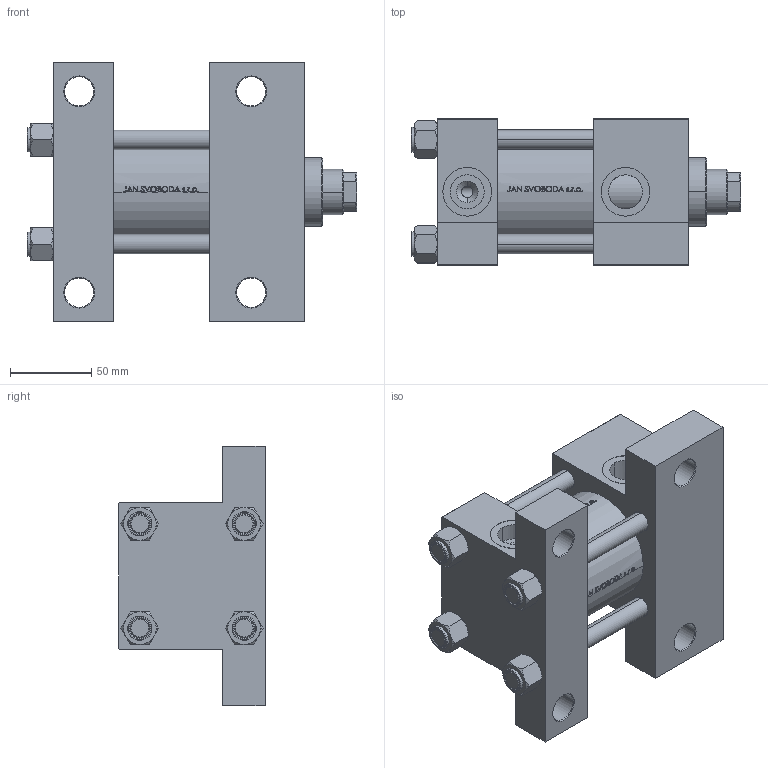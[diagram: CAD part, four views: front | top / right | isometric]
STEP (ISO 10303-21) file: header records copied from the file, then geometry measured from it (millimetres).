
FILE_DESCRIPTION (( 'STEP AP203' ), '1' );
FILE_NAME ('d50b.STEP', '2022-04-16T11:40:44', ( '' ), ( '' ), 'SwSTEP 2.0', 'SolidWorks 2019', '' );
FILE_SCHEMA (( 'CONFIG_CONTROL_DESIGN' ));
Length unit declared in the file: millimetre
Products named in the file (6): d50b; V215CR_G_Body e13d6a0843c65853c31e1806ba6320e7; V215CR_VCP_G e13d6a0843c65853c31e1806ba6320e7; V215CR_G_TYCINKA e13d6a0843c65853c31e1806ba6320e7; NUT_M5_G e13d6a0843c65853c31e1806ba6320e7; V215_VC_A e13d6a0843c65853c31e1806ba6320e7
Assembly tree (15 placements, depth 2):
  d50b
    V215CR_G_Body e13d6a0843c65853c31e1806ba6320e7
    V215CR_VCP_G e13d6a0843c65853c31e1806ba6320e7
    V215CR_G_TYCINKA e13d6a0843c65853c31e1806ba6320e7  x6
    NUT_M5_G e13d6a0843c65853c31e1806ba6320e7  x6
    V215_VC_A e13d6a0843c65853c31e1806ba6320e7
Bounding box: 203 x 90 x 160 mm (x, y, z)
Volume: 1141462.6 mm3; surface area: 213866.6 mm2
Topology: 15 solids, 15 shells, 1169 faces, 2920 edges, 1863 vertices
Faces by surface type: plane 452, bspline 380, cone 188, cylinder 137, torus 12
Entity records: 47577 total; most frequent: CARTESIAN_POINT 25878, ORIENTED_EDGE 4996, DIRECTION 3046, EDGE_CURVE 2498, VERTEX_POINT 1623, LINE 1294, VECTOR 1294, EDGE_LOOP 1067
